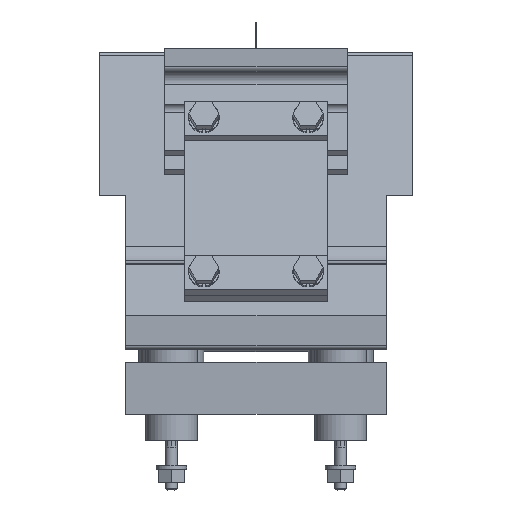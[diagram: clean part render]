
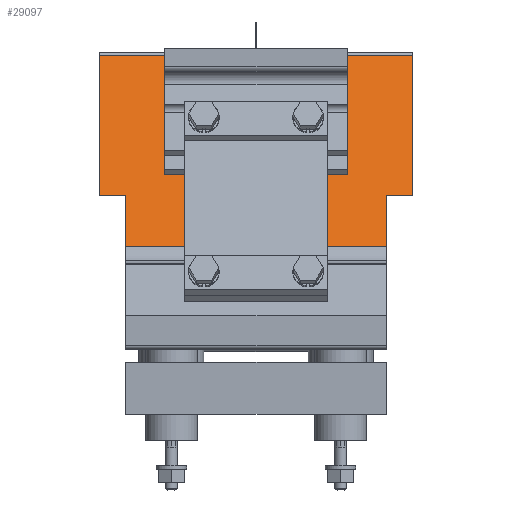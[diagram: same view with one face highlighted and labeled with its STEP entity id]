
A CAD part, left-side view. The second image highlights one B-rep face of the part: STEP entity #29097.
In plain terms, the highlighted planar face has unit normal (-0.94, 0, 0.342).
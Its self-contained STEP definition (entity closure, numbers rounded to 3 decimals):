
#15345=ORIENTED_EDGE('',*,*,#19178,.F.);
#15346=ORIENTED_EDGE('',*,*,#19159,.F.);
#15347=ORIENTED_EDGE('',*,*,#19179,.T.);
#15348=ORIENTED_EDGE('',*,*,#19180,.F.);
#15349=ORIENTED_EDGE('',*,*,#19181,.F.);
#15350=ORIENTED_EDGE('',*,*,#19182,.F.);
#15351=ORIENTED_EDGE('',*,*,#19183,.F.);
#15352=ORIENTED_EDGE('',*,*,#19184,.F.);
#16335=VECTOR('',#23829,1.);
#16347=VECTOR('',#23857,1.);
#16348=VECTOR('',#23858,1.);
#16349=VECTOR('',#23859,1.);
#16350=VECTOR('',#23860,1.);
#16351=VECTOR('',#23861,1.);
#16352=VECTOR('',#23862,1.);
#16353=VECTOR('',#23863,1.);
#17189=LINE('',#26683,#16335);
#17201=LINE('',#26720,#16347);
#17202=LINE('',#26722,#16348);
#17203=LINE('',#26724,#16349);
#17204=LINE('',#26726,#16350);
#17205=LINE('',#26728,#16351);
#17206=LINE('',#26730,#16352);
#17207=LINE('',#26731,#16353);
#18043=VERTEX_POINT('',#26681);
#18044=VERTEX_POINT('',#26682);
#18061=VERTEX_POINT('',#26719);
#18062=VERTEX_POINT('',#26721);
#18063=VERTEX_POINT('',#26723);
#18064=VERTEX_POINT('',#26725);
#18065=VERTEX_POINT('',#26727);
#18066=VERTEX_POINT('',#26729);
#19159=EDGE_CURVE('',#18043,#18044,#17189,.T.);
#19178=EDGE_CURVE('',#18044,#18061,#17201,.T.);
#19179=EDGE_CURVE('',#18043,#18062,#17202,.T.);
#19180=EDGE_CURVE('',#18063,#18062,#17203,.T.);
#19181=EDGE_CURVE('',#18064,#18063,#17204,.T.);
#19182=EDGE_CURVE('',#18065,#18064,#17205,.T.);
#19183=EDGE_CURVE('',#18066,#18065,#17206,.T.);
#19184=EDGE_CURVE('',#18061,#18066,#17207,.T.);
#20050=EDGE_LOOP('',(#15345,#15346,#15347,#15348,#15349,#15350,#15351,#15352));
#20877=FACE_BOUND('',#20050,.T.);
#23829=DIRECTION('',(7.068,0.,19.418));
#23855=DIRECTION('',(-0.94,0.,0.342));
#23856=DIRECTION('',(0.,0.94,0.));
#23857=DIRECTION('',(0.,10.,0.));
#23858=DIRECTION('',(0.,-100.,0.));
#23859=DIRECTION('',(-7.068,0.,-19.418));
#23860=DIRECTION('',(0.,10.,0.));
#23861=DIRECTION('',(-19.636,0.,-53.949));
#23862=DIRECTION('',(0.,-120.,0.));
#23863=DIRECTION('',(19.636,0.,53.949));
#26681=CARTESIAN_POINT('',(275.159,-254.044,419.933));
#26682=CARTESIAN_POINT('',(282.226,-254.044,439.351));
#26683=CARTESIAN_POINT('',(275.159,-254.044,419.933));
#26718=CARTESIAN_POINT('',(282.226,-244.044,439.351));
#26719=CARTESIAN_POINT('',(282.226,-244.044,439.351));
#26720=CARTESIAN_POINT('',(282.226,-254.044,439.351));
#26721=CARTESIAN_POINT('',(275.159,-354.044,419.933));
#26722=CARTESIAN_POINT('',(275.159,-254.044,419.933));
#26723=CARTESIAN_POINT('',(282.226,-354.044,439.351));
#26724=CARTESIAN_POINT('',(282.226,-354.044,439.351));
#26725=CARTESIAN_POINT('',(282.226,-364.044,439.351));
#26726=CARTESIAN_POINT('',(282.226,-364.044,439.351));
#26727=CARTESIAN_POINT('',(301.862,-364.044,493.3));
#26728=CARTESIAN_POINT('',(301.862,-364.044,493.3));
#26729=CARTESIAN_POINT('',(301.862,-244.044,493.3));
#26730=CARTESIAN_POINT('',(301.862,-244.044,493.3));
#26731=CARTESIAN_POINT('',(282.226,-244.044,439.351));
#28016=AXIS2_PLACEMENT_3D('',#26718,#23855,#23856);
#28495=PLANE('',#28016);
#29097=ADVANCED_FACE('',(#20877),#28495,.T.);
